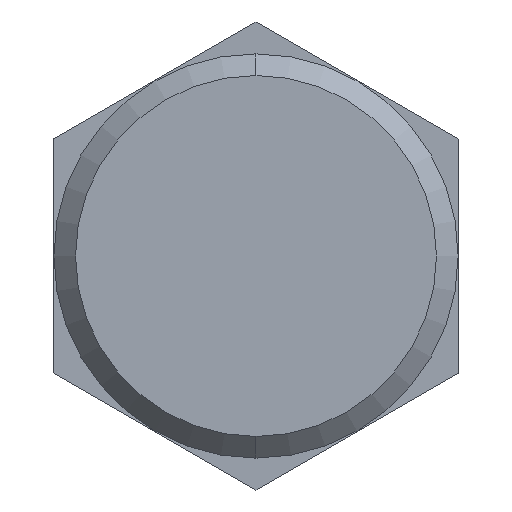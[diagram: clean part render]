
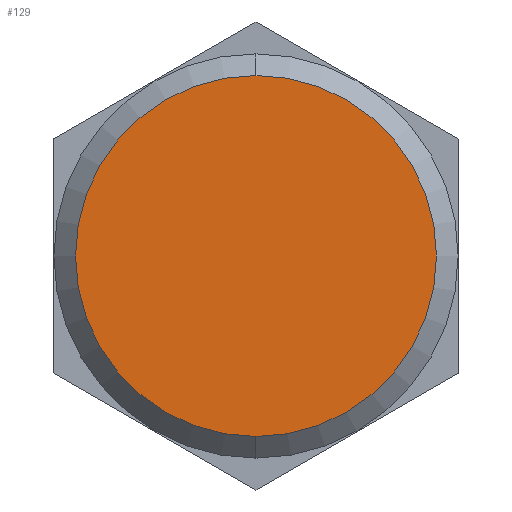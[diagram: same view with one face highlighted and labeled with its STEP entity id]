
A CAD part, left-side view. The second image highlights one B-rep face of the part: STEP entity #129.
In plain terms, the highlighted planar face has unit normal (-1, 0, 0).
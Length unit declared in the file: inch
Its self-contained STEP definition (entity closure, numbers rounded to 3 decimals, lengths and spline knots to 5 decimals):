
#21 = CARTESIAN_POINT ( 'NONE',  ( -0.28, 0., -0.167 ) ) ;
#24 = DIRECTION ( 'NONE',  ( -1., 0., 0. ) ) ;
#51 = EDGE_LOOP ( 'NONE', ( #308, #514 ) ) ;
#60 = VERTEX_POINT ( 'NONE', #110 ) ;
#96 = DIRECTION ( 'NONE',  ( -1., 0., 0. ) ) ;
#110 = CARTESIAN_POINT ( 'NONE',  ( -0.28, 0., 0.167 ) ) ;
#129 = ADVANCED_FACE ( 'NONE', ( #252 ), #305, .T. ) ;
#157 = CARTESIAN_POINT ( 'NONE',  ( -0.28, 0., 0. ) ) ;
#178 = DIRECTION ( 'NONE',  ( -1., 0., 0. ) ) ;
#182 = VERTEX_POINT ( 'NONE', #21 ) ;
#208 = CIRCLE ( 'NONE', #350, 0.167 ) ;
#252 = FACE_OUTER_BOUND ( 'NONE', #51, .T. ) ;
#268 = DIRECTION ( 'NONE',  ( 0., 0., 1. ) ) ;
#302 = EDGE_CURVE ( 'NONE', #182, #60, #208, .T. ) ;
#305 = PLANE ( 'NONE',  #521 ) ;
#308 = ORIENTED_EDGE ( 'NONE', *, *, #302, .T. ) ;
#339 = DIRECTION ( 'NONE',  ( 0., 0., 1. ) ) ;
#350 = AXIS2_PLACEMENT_3D ( 'NONE', #382, #96, #339 ) ;
#359 = EDGE_CURVE ( 'NONE', #60, #182, #526, .T. ) ;
#382 = CARTESIAN_POINT ( 'NONE',  ( -0.28, 0., 0. ) ) ;
#418 = DIRECTION ( 'NONE',  ( 0., 0., 1. ) ) ;
#450 = AXIS2_PLACEMENT_3D ( 'NONE', #473, #178, #418 ) ;
#473 = CARTESIAN_POINT ( 'NONE',  ( -0.28, 0., 0. ) ) ;
#514 = ORIENTED_EDGE ( 'NONE', *, *, #359, .T. ) ;
#521 = AXIS2_PLACEMENT_3D ( 'NONE', #157, #24, #268 ) ;
#526 = CIRCLE ( 'NONE', #450, 0.167 ) ;
